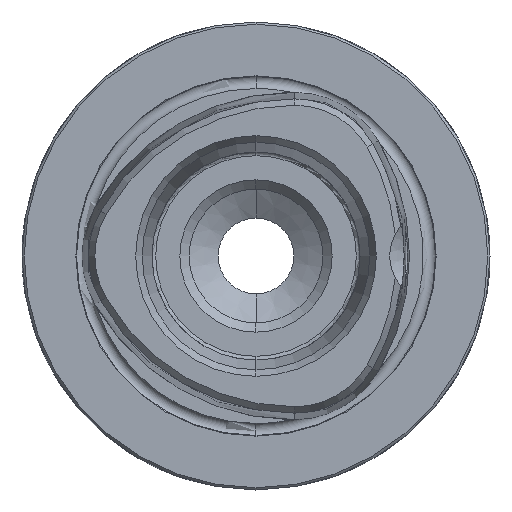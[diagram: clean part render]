
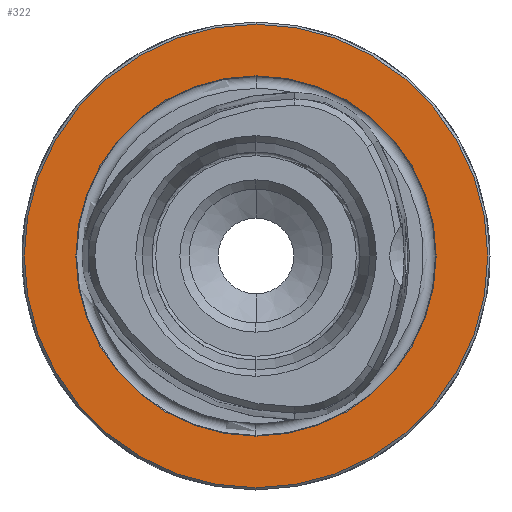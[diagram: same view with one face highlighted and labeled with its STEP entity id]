
A CAD part, left-side view. The second image highlights one B-rep face of the part: STEP entity #322.
In plain terms, the highlighted planar face has unit normal (-1, 0, 0).
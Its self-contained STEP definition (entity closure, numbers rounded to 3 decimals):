
#53 = AXIS2_PLACEMENT_3D ( 'NONE', #1069, #288, #3328 ) ;
#76 = ORIENTED_EDGE ( 'NONE', *, *, #1706, .F. ) ;
#220 = EDGE_LOOP ( 'NONE', ( #3040, #2772 ) ) ;
#288 = DIRECTION ( 'NONE',  ( -1., 0., 0. ) ) ;
#322 = ADVANCED_FACE ( 'NONE', ( #3737, #1095 ), #2591, .F. ) ;
#360 = DIRECTION ( 'NONE',  ( 1., 0., 0. ) ) ;
#405 = EDGE_CURVE ( 'NONE', #4131, #569, #3635, .T. ) ;
#569 = VERTEX_POINT ( 'NONE', #2148 ) ;
#603 = CARTESIAN_POINT ( 'NONE',  ( 0., 0., -24.25 ) ) ;
#764 = CIRCLE ( 'NONE', #4851, 24.25 ) ;
#1069 = CARTESIAN_POINT ( 'NONE',  ( 0., 0., 0. ) ) ;
#1095 = FACE_OUTER_BOUND ( 'NONE', #220, .T. ) ;
#1180 = DIRECTION ( 'NONE',  ( -1., 0., 0. ) ) ;
#1706 = EDGE_CURVE ( 'NONE', #4785, #2504, #764, .T. ) ;
#1742 = CIRCLE ( 'NONE', #2214, 24.25 ) ;
#1880 = DIRECTION ( 'NONE',  ( 0., 0., -1. ) ) ;
#1885 = CIRCLE ( 'NONE', #53, 31.2 ) ;
#1897 = CARTESIAN_POINT ( 'NONE',  ( 0., 0., 0. ) ) ;
#1940 = DIRECTION ( 'NONE',  ( 0., 0., 1. ) ) ;
#2148 = CARTESIAN_POINT ( 'NONE',  ( 0., 0., -31.2 ) ) ;
#2149 = EDGE_CURVE ( 'NONE', #569, #4131, #1885, .T. ) ;
#2214 = AXIS2_PLACEMENT_3D ( 'NONE', #4533, #2276, #1940 ) ;
#2217 = ORIENTED_EDGE ( 'NONE', *, *, #4568, .F. ) ;
#2276 = DIRECTION ( 'NONE',  ( -1., 0., 0. ) ) ;
#2371 = CARTESIAN_POINT ( 'NONE',  ( 0., 0., 24.25 ) ) ;
#2504 = VERTEX_POINT ( 'NONE', #603 ) ;
#2591 = PLANE ( 'NONE',  #4024 ) ;
#2772 = ORIENTED_EDGE ( 'NONE', *, *, #405, .T. ) ;
#3040 = ORIENTED_EDGE ( 'NONE', *, *, #2149, .T. ) ;
#3328 = DIRECTION ( 'NONE',  ( 0., 0., 1. ) ) ;
#3386 = DIRECTION ( 'NONE',  ( 0., 0., 1. ) ) ;
#3401 = EDGE_LOOP ( 'NONE', ( #76, #2217 ) ) ;
#3468 = CARTESIAN_POINT ( 'NONE',  ( 0., 0., 0. ) ) ;
#3635 = CIRCLE ( 'NONE', #4268, 31.2 ) ;
#3737 = FACE_BOUND ( 'NONE', #3401, .T. ) ;
#4024 = AXIS2_PLACEMENT_3D ( 'NONE', #4090, #360, #1880 ) ;
#4090 = CARTESIAN_POINT ( 'NONE',  ( 0., 24.25, 0. ) ) ;
#4131 = VERTEX_POINT ( 'NONE', #4386 ) ;
#4205 = DIRECTION ( 'NONE',  ( 0., 0., 1. ) ) ;
#4268 = AXIS2_PLACEMENT_3D ( 'NONE', #3468, #4624, #4205 ) ;
#4386 = CARTESIAN_POINT ( 'NONE',  ( 0., 0., 31.2 ) ) ;
#4533 = CARTESIAN_POINT ( 'NONE',  ( 0., 0., 0. ) ) ;
#4568 = EDGE_CURVE ( 'NONE', #2504, #4785, #1742, .T. ) ;
#4624 = DIRECTION ( 'NONE',  ( -1., 0., 0. ) ) ;
#4785 = VERTEX_POINT ( 'NONE', #2371 ) ;
#4851 = AXIS2_PLACEMENT_3D ( 'NONE', #1897, #1180, #3386 ) ;
